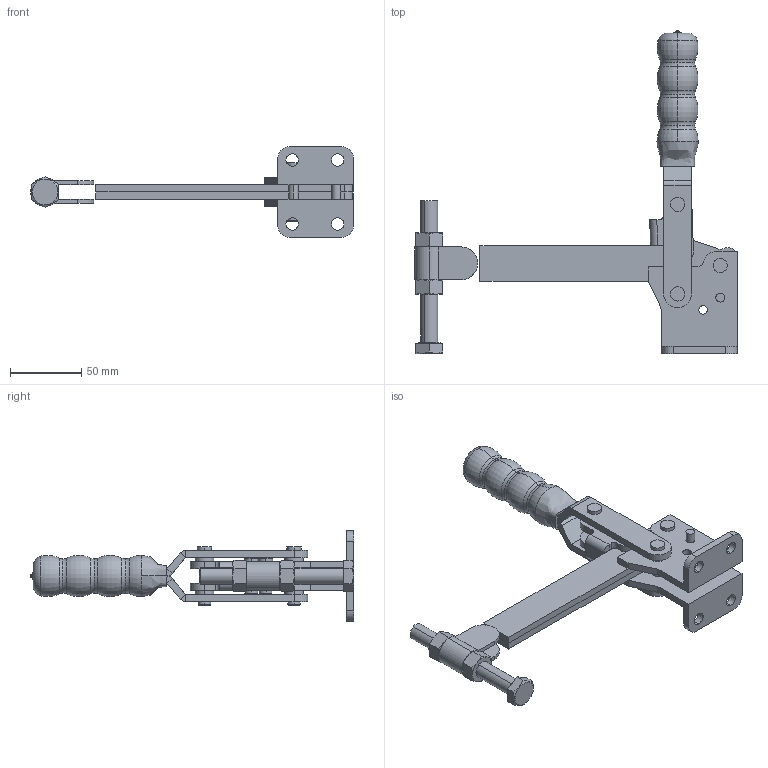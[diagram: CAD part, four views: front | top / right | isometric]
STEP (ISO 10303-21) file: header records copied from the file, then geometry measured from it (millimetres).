
FILE_DESCRIPTION (( 'STEP AP214' ), '1' );
FILE_NAME ('GH-14502-A(Â²¤Æ)-1.STEP', '2020-03-25T08:51:39', ( 'LinWei' ), ( '' ), 'SwSTEP 2.0', 'SolidWorks 2016', '' );
FILE_SCHEMA (( 'AUTOMOTIVE_DESIGN' ));
Length unit declared in the file: millimetre
Products named in the file (7): Group6^GH-14502-A(簡化)-1; Group4^GH-14502-A(簡化)-1; Group2^GH-14502-A(簡化)-1; Group1^GH-14502-A(簡化)-1; Group5^GH-14502-A(簡化)-1; Group3^GH-14502-A(簡化)-1; GH-14502-A(簡化)-1
Assembly tree (6 placements, depth 2):
  GH-14502-A(簡化)-1
    Group3^GH-14502-A(簡化)-1
    Group5^GH-14502-A(簡化)-1
    Group1^GH-14502-A(簡化)-1
    Group2^GH-14502-A(簡化)-1
    Group4^GH-14502-A(簡化)-1
    Group6^GH-14502-A(簡化)-1
Bounding box: 226.92 x 227.5 x 64 mm (x, y, z)
Volume: 206198.8 mm3; surface area: 75845.5 mm2
Topology: 6 solids, 6 shells, 618 faces, 1570 edges, 1005 vertices
Faces by surface type: plane 272, cylinder 153, bspline 125, cone 40, torus 26, sphere 2
Entity records: 24854 total; most frequent: CARTESIAN_POINT 9020, ORIENTED_EDGE 3140, DIRECTION 2664, EDGE_CURVE 1570, VERTEX_POINT 1005, AXIS2_PLACEMENT_3D 904, VECTOR 856, LINE 856
